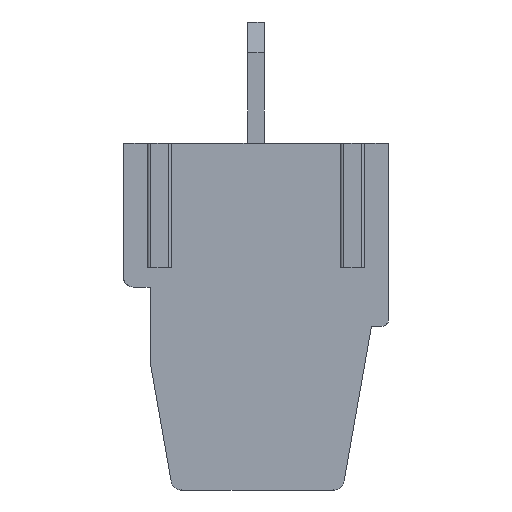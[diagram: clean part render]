
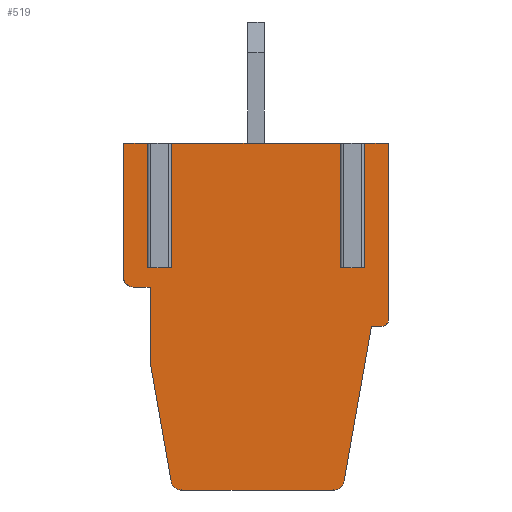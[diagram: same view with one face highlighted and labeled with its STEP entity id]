
A CAD part, front view. The second image highlights one B-rep face of the part: STEP entity #519.
In plain terms, the highlighted planar face has unit normal (0, -1, 0).
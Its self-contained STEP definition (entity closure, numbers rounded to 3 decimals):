
#519 = ADVANCED_FACE( '', ( #1410 ), #1411, .F. );
#1410 = FACE_OUTER_BOUND( '', #2708, .T. );
#1411 = PLANE( '', #2709 );
#2708 = EDGE_LOOP( '', ( #4223, #4224, #4225, #4226, #4227, #4228, #4229, #4230, #4231, #4232, #4233, #4234, #4235, #4236, #4237, #4238, #4239, #4240, #4241, #4242, #4243 ) );
#2709 = AXIS2_PLACEMENT_3D( '', #4244, #4245, #4246 );
#4223 = ORIENTED_EDGE( '', *, *, #8042, .T. );
#4224 = ORIENTED_EDGE( '', *, *, #8043, .T. );
#4225 = ORIENTED_EDGE( '', *, *, #8044, .F. );
#4226 = ORIENTED_EDGE( '', *, *, #8045, .T. );
#4227 = ORIENTED_EDGE( '', *, *, #8046, .T. );
#4228 = ORIENTED_EDGE( '', *, *, #8047, .T. );
#4229 = ORIENTED_EDGE( '', *, *, #8048, .F. );
#4230 = ORIENTED_EDGE( '', *, *, #8031, .T. );
#4231 = ORIENTED_EDGE( '', *, *, #8049, .T. );
#4232 = ORIENTED_EDGE( '', *, *, #8050, .T. );
#4233 = ORIENTED_EDGE( '', *, *, #8051, .T. );
#4234 = ORIENTED_EDGE( '', *, *, #8052, .F. );
#4235 = ORIENTED_EDGE( '', *, *, #8053, .F. );
#4236 = ORIENTED_EDGE( '', *, *, #8054, .F. );
#4237 = ORIENTED_EDGE( '', *, *, #8055, .T. );
#4238 = ORIENTED_EDGE( '', *, *, #8056, .T. );
#4239 = ORIENTED_EDGE( '', *, *, #8057, .T. );
#4240 = ORIENTED_EDGE( '', *, *, #8058, .F. );
#4241 = ORIENTED_EDGE( '', *, *, #8059, .F. );
#4242 = ORIENTED_EDGE( '', *, *, #8060, .T. );
#4243 = ORIENTED_EDGE( '', *, *, #8061, .T. );
#4244 = CARTESIAN_POINT( '', ( 22.298, -45., -4.395 ) );
#4245 = DIRECTION( '', ( 0., 1., 0. ) );
#4246 = DIRECTION( '', ( -1., 0., 0. ) );
#8031 = EDGE_CURVE( '', #9746, #9743, #9747, .F. );
#8042 = EDGE_CURVE( '', #9764, #9765, #9766, .T. );
#8043 = EDGE_CURVE( '', #9765, #9767, #9768, .T. );
#8044 = EDGE_CURVE( '', #9769, #9767, #9770, .T. );
#8045 = EDGE_CURVE( '', #9769, #9771, #9772, .F. );
#8046 = EDGE_CURVE( '', #9771, #9773, #9774, .T. );
#8047 = EDGE_CURVE( '', #9773, #9775, #9776, .T. );
#8048 = EDGE_CURVE( '', #9746, #9775, #9777, .T. );
#8049 = EDGE_CURVE( '', #9743, #9778, #9779, .T. );
#8050 = EDGE_CURVE( '', #9778, #9780, #9781, .T. );
#8051 = EDGE_CURVE( '', #9780, #9782, #9783, .F. );
#8052 = EDGE_CURVE( '', #9784, #9782, #9785, .T. );
#8053 = EDGE_CURVE( '', #9786, #9784, #9787, .T. );
#8054 = EDGE_CURVE( '', #9788, #9786, #9789, .T. );
#8055 = EDGE_CURVE( '', #9788, #9790, #9791, .F. );
#8056 = EDGE_CURVE( '', #9790, #9792, #9793, .T. );
#8057 = EDGE_CURVE( '', #9792, #9794, #9795, .F. );
#8058 = EDGE_CURVE( '', #9796, #9794, #9797, .T. );
#8059 = EDGE_CURVE( '', #9798, #9796, #9799, .T. );
#8060 = EDGE_CURVE( '', #9798, #9800, #9801, .F. );
#8061 = EDGE_CURVE( '', #9800, #9764, #9802, .T. );
#9743 = VERTEX_POINT( '', #12222 );
#9746 = VERTEX_POINT( '', #12225 );
#9747 = LINE( '', #12226, #12227 );
#9764 = VERTEX_POINT( '', #12251 );
#9765 = VERTEX_POINT( '', #12252 );
#9766 = LINE( '', #12253, #12254 );
#9767 = VERTEX_POINT( '', #12255 );
#9768 = LINE( '', #12256, #12257 );
#9769 = VERTEX_POINT( '', #12258 );
#9770 = LINE( '', #12259, #12260 );
#9771 = VERTEX_POINT( '', #12261 );
#9772 = LINE( '', #12262, #12263 );
#9773 = VERTEX_POINT( '', #12264 );
#9774 = LINE( '', #12265, #12266 );
#9775 = VERTEX_POINT( '', #12267 );
#9776 = LINE( '', #12268, #12269 );
#9777 = LINE( '', #12270, #12271 );
#9778 = VERTEX_POINT( '', #12272 );
#9779 = LINE( '', #12273, #12274 );
#9780 = VERTEX_POINT( '', #12275 );
#9781 = LINE( '', #12276, #12277 );
#9782 = VERTEX_POINT( '', #12278 );
#9783 = CIRCLE( '', #12279, 0.298 );
#9784 = VERTEX_POINT( '', #12280 );
#9785 = LINE( '', #12281, #12282 );
#9786 = VERTEX_POINT( '', #12283 );
#9787 = LINE( '', #12284, #12285 );
#9788 = VERTEX_POINT( '', #12286 );
#9789 = LINE( '', #12287, #12288 );
#9790 = VERTEX_POINT( '', #12289 );
#9791 = CIRCLE( '', #12290, 0.298 );
#9792 = VERTEX_POINT( '', #12291 );
#9793 = LINE( '', #12292, #12293 );
#9794 = VERTEX_POINT( '', #12294 );
#9795 = CIRCLE( '', #12295, 0.298 );
#9796 = VERTEX_POINT( '', #12296 );
#9797 = LINE( '', #12297, #12298 );
#9798 = VERTEX_POINT( '', #12299 );
#9799 = LINE( '', #12300, #12301 );
#9800 = VERTEX_POINT( '', #12302 );
#9801 = CIRCLE( '', #12303, 0.198 );
#9802 = LINE( '', #12304, #12305 );
#12222 = CARTESIAN_POINT( '', ( 22.73, -45., 0. ) );
#12225 = CARTESIAN_POINT( '', ( 22.73, -45., -3.8 ) );
#12226 = CARTESIAN_POINT( '', ( 22.73, -45., 0. ) );
#12227 = VECTOR( '', #15322, 1000. );
#12251 = CARTESIAN_POINT( '', ( 30.096, -45., 0. ) );
#12252 = CARTESIAN_POINT( '', ( 29.37, -45., 0. ) );
#12253 = CARTESIAN_POINT( '', ( 25.497, -45., 0. ) );
#12254 = VECTOR( '', #15333, 1000. );
#12255 = CARTESIAN_POINT( '', ( 29.37, -45., -3.8 ) );
#12256 = CARTESIAN_POINT( '', ( 29.37, -45., 0. ) );
#12257 = VECTOR( '', #15334, 1000. );
#12258 = CARTESIAN_POINT( '', ( 28.63, -45., -3.8 ) );
#12259 = CARTESIAN_POINT( '', ( 28.68, -45., -3.8 ) );
#12260 = VECTOR( '', #15335, 1000. );
#12261 = CARTESIAN_POINT( '', ( 28.63, -45., 0. ) );
#12262 = CARTESIAN_POINT( '', ( 28.63, -45., 0. ) );
#12263 = VECTOR( '', #15336, 1000. );
#12264 = CARTESIAN_POINT( '', ( 23.47, -45., 0. ) );
#12265 = CARTESIAN_POINT( '', ( 25.497, -45., 0. ) );
#12266 = VECTOR( '', #15337, 1000. );
#12267 = CARTESIAN_POINT( '', ( 23.47, -45., -3.8 ) );
#12268 = CARTESIAN_POINT( '', ( 23.47, -45., 0. ) );
#12269 = VECTOR( '', #15338, 1000. );
#12270 = CARTESIAN_POINT( '', ( 22.78, -45., -3.8 ) );
#12271 = VECTOR( '', #15339, 1000. );
#12272 = CARTESIAN_POINT( '', ( 22., -45., 0. ) );
#12273 = CARTESIAN_POINT( '', ( 25.497, -45., 0. ) );
#12274 = VECTOR( '', #15340, 1000. );
#12275 = CARTESIAN_POINT( '', ( 22., -45., -4.098 ) );
#12276 = CARTESIAN_POINT( '', ( 22., -45., 0. ) );
#12277 = VECTOR( '', #15341, 1000. );
#12278 = CARTESIAN_POINT( '', ( 22.298, -45., -4.395 ) );
#12279 = AXIS2_PLACEMENT_3D( '', #15342, #15343, #15344 );
#12280 = CARTESIAN_POINT( '', ( 22.814, -45., -4.395 ) );
#12281 = CARTESIAN_POINT( '', ( 22.814, -45., -4.395 ) );
#12282 = VECTOR( '', #15345, 1000. );
#12283 = CARTESIAN_POINT( '', ( 22.814, -45., -6.704 ) );
#12284 = CARTESIAN_POINT( '', ( 22.814, -45., -6.704 ) );
#12285 = VECTOR( '', #15346, 1000. );
#12286 = CARTESIAN_POINT( '', ( 23.451, -45., -10.317 ) );
#12287 = CARTESIAN_POINT( '', ( 23.498, -45., -10.587 ) );
#12288 = VECTOR( '', #15347, 1000. );
#12289 = CARTESIAN_POINT( '', ( 23.748, -45., -10.6 ) );
#12290 = AXIS2_PLACEMENT_3D( '', #15348, #15349, #15350 );
#12291 = CARTESIAN_POINT( '', ( 28.448, -45., -10.6 ) );
#12292 = CARTESIAN_POINT( '', ( 26.098, -45., -10.6 ) );
#12293 = VECTOR( '', #15351, 1000. );
#12294 = CARTESIAN_POINT( '', ( 28.745, -45., -10.317 ) );
#12295 = AXIS2_PLACEMENT_3D( '', #15352, #15353, #15354 );
#12296 = CARTESIAN_POINT( '', ( 29.577, -45., -5.596 ) );
#12297 = CARTESIAN_POINT( '', ( 29.577, -45., -5.596 ) );
#12298 = VECTOR( '', #15355, 1000. );
#12299 = CARTESIAN_POINT( '', ( 29.898, -45., -5.596 ) );
#12300 = CARTESIAN_POINT( '', ( 30.096, -45., -5.596 ) );
#12301 = VECTOR( '', #15356, 1000. );
#12302 = CARTESIAN_POINT( '', ( 30.096, -45., -5.398 ) );
#12303 = AXIS2_PLACEMENT_3D( '', #15357, #15358, #15359 );
#12304 = CARTESIAN_POINT( '', ( 30.096, -45., 0. ) );
#12305 = VECTOR( '', #15360, 1000. );
#15322 = DIRECTION( '', ( 0., 0., -1. ) );
#15333 = DIRECTION( '', ( -1., 0., 0. ) );
#15334 = DIRECTION( '', ( 0., 0., -1. ) );
#15335 = DIRECTION( '', ( 1., 0., 0. ) );
#15336 = DIRECTION( '', ( 0., 0., -1. ) );
#15337 = DIRECTION( '', ( -1., 0., 0. ) );
#15338 = DIRECTION( '', ( 0., 0., -1. ) );
#15339 = DIRECTION( '', ( 1., 0., 0. ) );
#15340 = DIRECTION( '', ( -1., 0., 0. ) );
#15341 = DIRECTION( '', ( 0., 0., -1. ) );
#15342 = CARTESIAN_POINT( '', ( 22.298, -45., -4.098 ) );
#15343 = DIRECTION( '', ( 0., 1., 0. ) );
#15344 = DIRECTION( '', ( 0., 0., 1. ) );
#15345 = DIRECTION( '', ( -1., 0., 0. ) );
#15346 = DIRECTION( '', ( 0., 0., 1. ) );
#15347 = DIRECTION( '', ( -0.174, 0., 0.985 ) );
#15348 = CARTESIAN_POINT( '', ( 23.748, -45., -10.302 ) );
#15349 = DIRECTION( '', ( 0., 1., 0. ) );
#15350 = DIRECTION( '', ( 0., 0., 1. ) );
#15351 = DIRECTION( '', ( 1., 0., 0. ) );
#15352 = CARTESIAN_POINT( '', ( 28.448, -45., -10.302 ) );
#15353 = DIRECTION( '', ( 0., 1., 0. ) );
#15354 = DIRECTION( '', ( 0., 0., 1. ) );
#15355 = DIRECTION( '', ( -0.174, 0., -0.985 ) );
#15356 = DIRECTION( '', ( -1., 0., 0. ) );
#15357 = CARTESIAN_POINT( '', ( 29.898, -45., -5.398 ) );
#15358 = DIRECTION( '', ( 0., 1., 0. ) );
#15359 = DIRECTION( '', ( 0., 0., 1. ) );
#15360 = DIRECTION( '', ( 0., 0., 1. ) );
